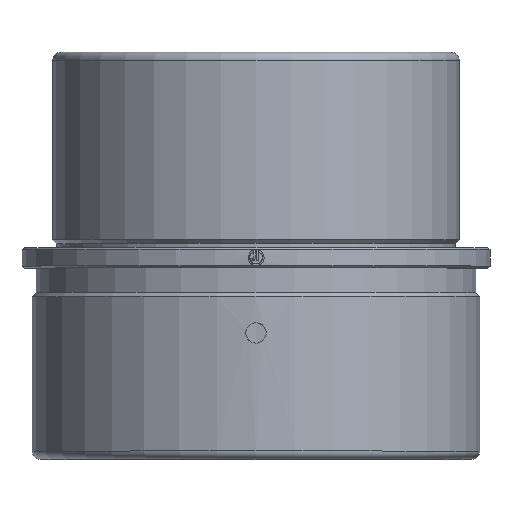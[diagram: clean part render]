
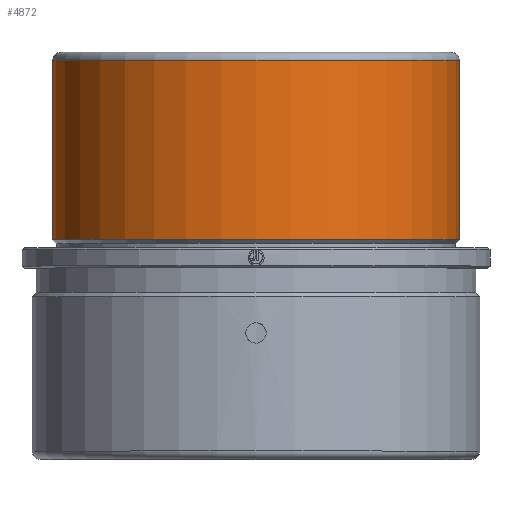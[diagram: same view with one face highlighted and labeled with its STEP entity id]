
A CAD part, top view. The second image highlights one B-rep face of the part: STEP entity #4872.
In plain terms, the highlighted cylindrical face has radius 50 mm (diameter 100 mm), a partial arc.
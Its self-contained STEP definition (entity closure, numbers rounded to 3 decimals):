
#284 = VERTEX_POINT ( 'NONE', #3925 ) ;
#521 = ORIENTED_EDGE ( 'NONE', *, *, #2082, .F. ) ;
#569 = CARTESIAN_POINT ( 'NONE',  ( -50., 4., 0. ) ) ;
#585 = LINE ( 'NONE', #2769, #886 ) ;
#599 = DIRECTION ( 'NONE',  ( 0., 1., 0. ) ) ;
#886 = VECTOR ( 'NONE', #4733, 1000. ) ;
#973 = EDGE_CURVE ( 'NONE', #5210, #284, #585, .T. ) ;
#1027 = DIRECTION ( 'NONE',  ( 0., 1., 0. ) ) ;
#1722 = AXIS2_PLACEMENT_3D ( 'NONE', #4947, #2985, #2391 ) ;
#1990 = EDGE_CURVE ( 'NONE', #7287, #284, #4025, .T. ) ;
#2082 = EDGE_CURVE ( 'NONE', #5600, #7287, #3820, .T. ) ;
#2222 = CARTESIAN_POINT ( 'NONE',  ( -50., 48., 0. ) ) ;
#2391 = DIRECTION ( 'NONE',  ( -1., 0., 0. ) ) ;
#2400 = EDGE_LOOP ( 'NONE', ( #8575, #5408, #5104, #521 ) ) ;
#2441 = FACE_OUTER_BOUND ( 'NONE', #2400, .T. ) ;
#2769 = CARTESIAN_POINT ( 'NONE',  ( 50., 0., 0. ) ) ;
#2985 = DIRECTION ( 'NONE',  ( 0., 1., 0. ) ) ;
#3594 = EDGE_CURVE ( 'NONE', #5600, #5210, #6088, .T. ) ;
#3702 = CARTESIAN_POINT ( 'NONE',  ( 0., 48., 0. ) ) ;
#3820 = LINE ( 'NONE', #8352, #5170 ) ;
#3925 = CARTESIAN_POINT ( 'NONE',  ( 50., 48., 0. ) ) ;
#4025 = CIRCLE ( 'NONE', #7454, 50. ) ;
#4313 = DIRECTION ( 'NONE',  ( 0., 1., 0. ) ) ;
#4533 = DIRECTION ( 'NONE',  ( -1., 0., 0. ) ) ;
#4733 = DIRECTION ( 'NONE',  ( 0., 1., 0. ) ) ;
#4872 = ADVANCED_FACE ( 'NONE', ( #2441 ), #8614, .T. ) ;
#4947 = CARTESIAN_POINT ( 'NONE',  ( 0., 4., 0. ) ) ;
#4950 = DIRECTION ( 'NONE',  ( -1., 0., 0. ) ) ;
#5104 = ORIENTED_EDGE ( 'NONE', *, *, #1990, .F. ) ;
#5170 = VECTOR ( 'NONE', #1027, 1000. ) ;
#5210 = VERTEX_POINT ( 'NONE', #5380 ) ;
#5380 = CARTESIAN_POINT ( 'NONE',  ( 50., 4., 0. ) ) ;
#5408 = ORIENTED_EDGE ( 'NONE', *, *, #973, .T. ) ;
#5600 = VERTEX_POINT ( 'NONE', #569 ) ;
#6088 = CIRCLE ( 'NONE', #1722, 50. ) ;
#6606 = CARTESIAN_POINT ( 'NONE',  ( 0., 0., 0. ) ) ;
#7287 = VERTEX_POINT ( 'NONE', #2222 ) ;
#7454 = AXIS2_PLACEMENT_3D ( 'NONE', #3702, #4313, #4950 ) ;
#8352 = CARTESIAN_POINT ( 'NONE',  ( -50., 0., 0. ) ) ;
#8575 = ORIENTED_EDGE ( 'NONE', *, *, #3594, .T. ) ;
#8601 = AXIS2_PLACEMENT_3D ( 'NONE', #6606, #599, #4533 ) ;
#8614 = CYLINDRICAL_SURFACE ( 'NONE', #8601, 50. ) ;
